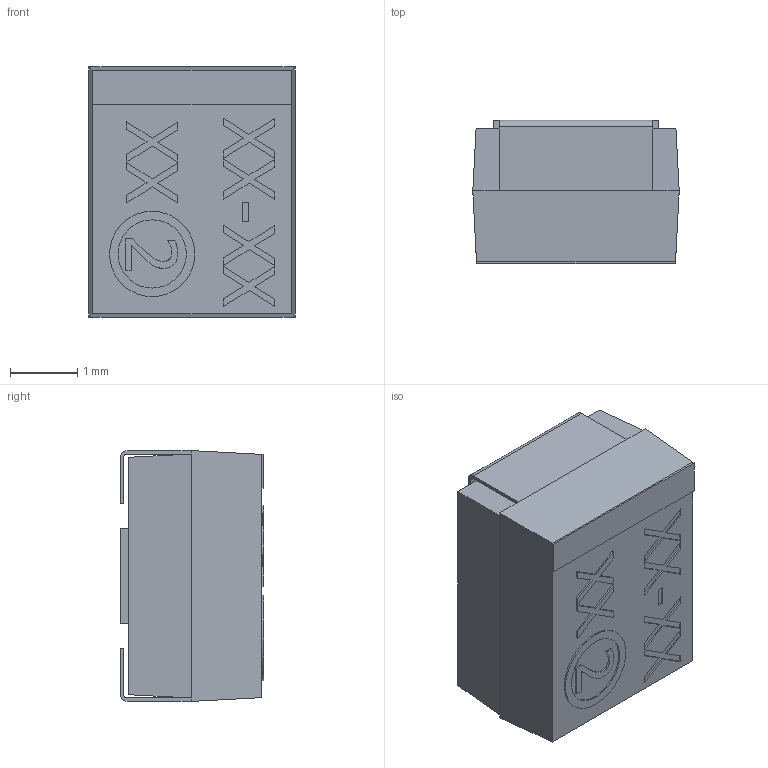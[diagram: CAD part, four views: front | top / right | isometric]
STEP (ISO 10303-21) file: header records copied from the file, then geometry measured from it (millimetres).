
FILE_DESCRIPTION(/* description */ ('293D B-CASE'),/* implementation_level */ '2;1');
FILE_NAME(/* name */ '293D B-CASE.stp',/* time_stamp */ '2018-01-29T08:17:58+02:00',/* author */ ('SAkselrod'),/* organization */ (''),/* preprocessor_version */ 'ST-DEVELOPER v16.5',/* originating_system */ 'Autodesk Inventor 2017',/* authorisation */ '');
FILE_SCHEMA (('AUTOMOTIVE_DESIGN { 1 0 10303 214 3 1 1 }'));
Length unit declared in the file: inch
Products named in the file (1): 293D B-CASE
Bounding box: 3.07 x 2.13 x 3.73 mm (x, y, z)
Volume: 22.7 mm3; surface area: 66.4 mm2
Topology: 1 solids, 1 shells, 147 faces, 386 edges, 252 vertices
Faces by surface type: plane 130, bspline 11, cylinder 6
Full cylindrical faces by diameter (mm): 1.016 x1, 1.27 x1
Entity records: 4667 total; most frequent: CARTESIAN_POINT 921, ORIENTED_EDGE 768, DIRECTION 652, EDGE_CURVE 384, LINE 350, VECTOR 350, VERTEX_POINT 252, EDGE_LOOP 160
